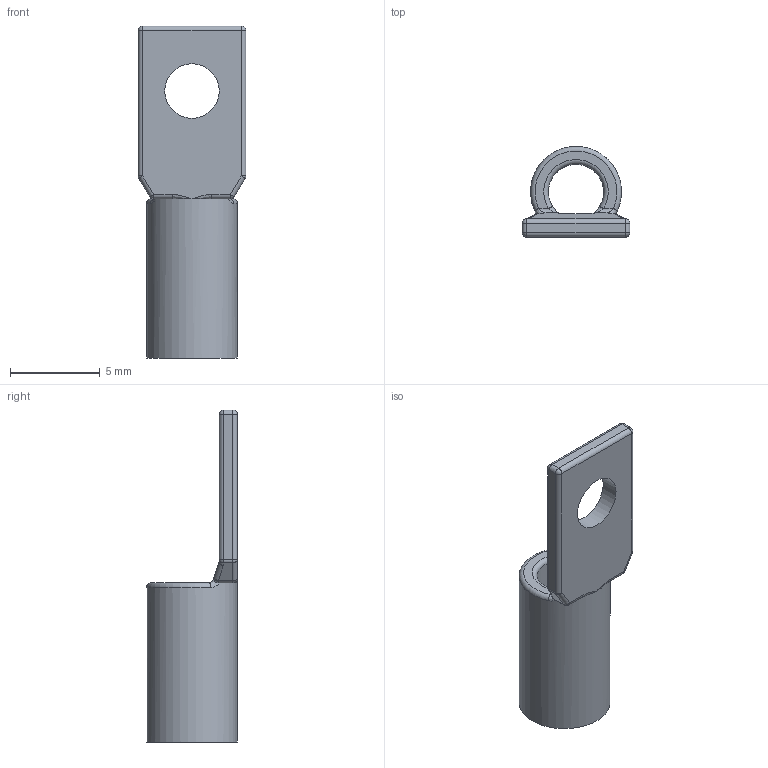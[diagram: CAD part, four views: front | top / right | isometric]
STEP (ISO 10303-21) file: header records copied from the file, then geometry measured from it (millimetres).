
FILE_DESCRIPTION (( 'STEP AP214' ), '1' );
FILE_NAME ('23519r1.STEP', '2011-07-11T14:02:09', ( 'Vicor User' ), ( 'Microsoft' ), 'SwSTEP 2.0', 'SolidWorks 2010', '' );
FILE_SCHEMA (( 'AUTOMOTIVE_DESIGN' ));
Length unit declared in the file: inch
Products named in the file (1): 23519r1
Bounding box: 6.02 x 5.08 x 18.54 mm (x, y, z)
Volume: 164.3 mm3; surface area: 380 mm2
Topology: 1 solids, 1 shells, 66 faces, 163 edges, 84 vertices
Faces by surface type: cylinder 29, plane 13, sphere 12, bspline 10, torus 2
Full cylindrical faces by diameter (mm): 3.048 x1, 3.091 x1, 5.08 x1
Entity records: 2237 total; most frequent: CARTESIAN_POINT 783, DIRECTION 292, ORIENTED_EDGE 282, EDGE_CURVE 141, AXIS2_PLACEMENT_3D 120, VERTEX_POINT 79, EDGE_LOOP 72, FACE_OUTER_BOUND 69
